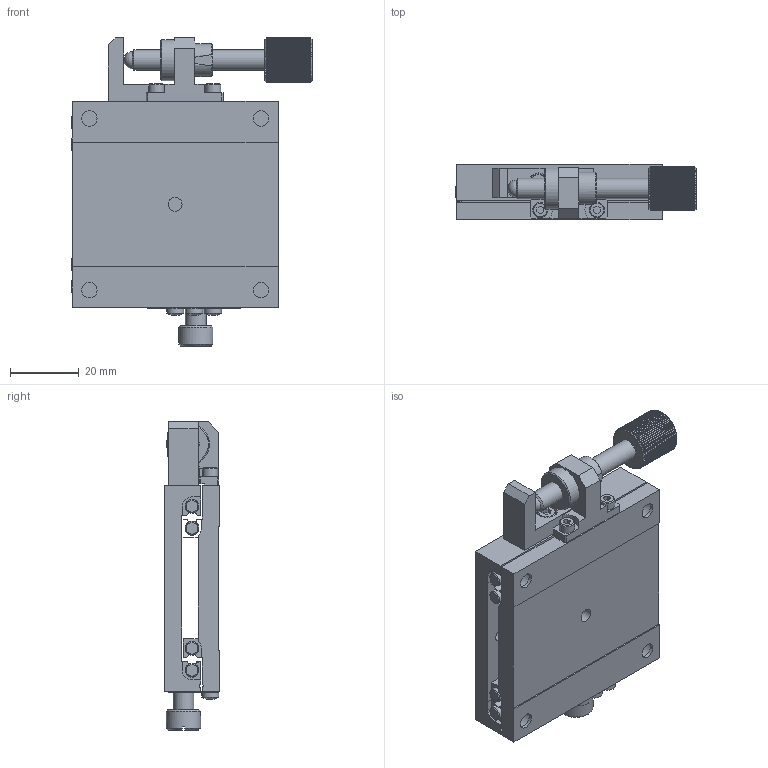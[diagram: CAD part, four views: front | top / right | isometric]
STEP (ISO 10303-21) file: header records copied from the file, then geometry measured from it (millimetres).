
FILE_DESCRIPTION (( 'STEP AP203' ), '1' );
FILE_NAME ('528904.STEP', '2024-11-13T01:37:57', ( 'Windows User' ), ( 'P R C' ), 'SwSTEP 2.0', 'SolidWorks 2020', '' );
FILE_SCHEMA (( 'CONFIG_CONTROL_DESIGN' ));
Length unit declared in the file: millimetre
Products named in the file (1): 528904
Bounding box: 70.2 x 16 x 89.8 mm (x, y, z)
Surface area: 25436.3 mm2 (no closed solid volume)
Topology: 0 solids, 8 shells, 600 faces, 1456 edges, 870 vertices
Faces by surface type: plane 286, cone 170, cylinder 140, bspline 3, sphere 1
Full cylindrical faces by diameter (mm): 2.459 x4, 3.242 x8, 4 x10, 4.5 x6, 5 x3, 5.5 x2, 6 x4, 8 x4, 9.5 x1, 10 x1, 12 x1
Entity records: 17556 total; most frequent: CARTESIAN_POINT 4237, DIRECTION 2710, ORIENTED_EDGE 2655, EDGE_CURVE 1364, AXIS2_PLACEMENT_3D 1054, VERTEX_POINT 849, EDGE_LOOP 718, FACE_OUTER_BOUND 643
